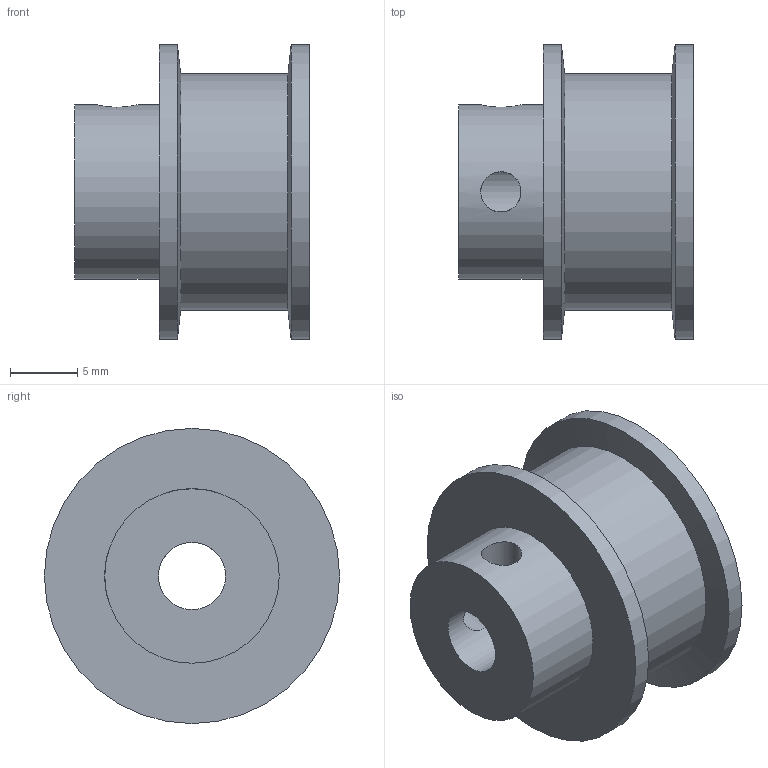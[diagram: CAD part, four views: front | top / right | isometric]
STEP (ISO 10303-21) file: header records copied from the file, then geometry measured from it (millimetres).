
FILE_DESCRIPTION((''),'2;1');
FILE_NAME('GT2 Timing Pulley.ipt.step','2014-04-22T18:03:09',(''),(''),'Autodesk Inventor 2013','Autodesk Inventor 2013','');
FILE_SCHEMA(('AUTOMOTIVE_DESIGN { 1 0 10303 214 1 1 1 1 }'));
Length unit declared in the file: millimetre
Products named in the file (1): GT2 Timing Pulley
Bounding box: 17.5 x 22 x 22 mm (x, y, z)
Volume: 3569.1 mm3; surface area: 2207.1 mm2
Topology: 1 solids, 1 shells, 12 faces, 29 edges, 19 vertices
Faces by surface type: cylinder 7, plane 3, cone 2
Full cylindrical faces by diameter (mm): 3 x2, 5 x1, 13 x1, 17.625 x1, 22 x2
Entity records: 440 total; most frequent: CARTESIAN_POINT 181, DIRECTION 46, ORIENTED_EDGE 32, EDGE_LOOP 28, AXIS2_PLACEMENT_3D 23, VERTEX_POINT 16, EDGE_CURVE 16, FACE_BOUND 16
